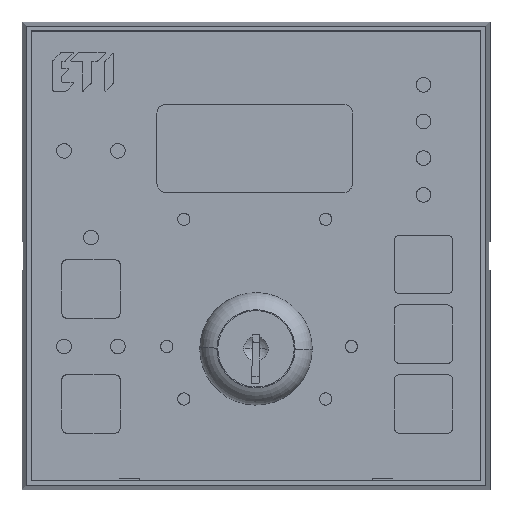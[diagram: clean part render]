
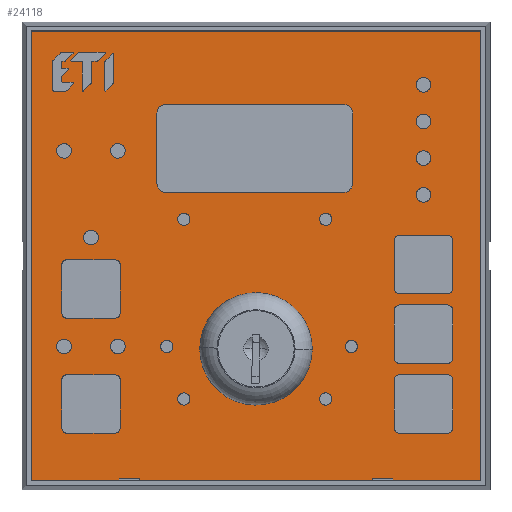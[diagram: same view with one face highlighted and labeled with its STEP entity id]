
A CAD part, top view. The second image highlights one B-rep face of the part: STEP entity #24118.
In plain terms, the highlighted planar face has unit normal (0, 0, 1).
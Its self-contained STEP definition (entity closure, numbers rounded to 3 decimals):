
#23864=DIRECTION('',(0.,1.,0.));
#23865=VECTOR('',#23864,92.);
#23866=CARTESIAN_POINT('',(0.,0.,1.));
#23867=LINE('',#23866,#23865);
#23878=DIRECTION('',(1.,0.,0.));
#23879=VECTOR('',#23878,92.);
#23880=CARTESIAN_POINT('',(0.,92.,1.));
#23881=LINE('',#23880,#23879);
#23892=DIRECTION('',(0.,-1.,0.));
#23893=VECTOR('',#23892,92.);
#23894=CARTESIAN_POINT('',(92.,92.,1.));
#23895=LINE('',#23894,#23893);
#23906=DIRECTION('',(-1.,0.,0.));
#23907=VECTOR('',#23906,92.);
#23908=CARTESIAN_POINT('',(92.,0.,1.));
#23909=LINE('',#23908,#23907);
#23920=CARTESIAN_POINT('',(46.,27.,1.));
#23921=DIRECTION('',(0.,0.,-1.));
#23922=DIRECTION('',(-1.,0.,0.));
#23923=AXIS2_PLACEMENT_3D('',#23920,#23921,#23922);
#23928=CARTESIAN_POINT('',(46.,27.,1.));
#23929=DIRECTION('',(0.,0.,-1.));
#23930=DIRECTION('',(1.,0.,0.));
#23931=AXIS2_PLACEMENT_3D('',#23928,#23929,#23930);
#23943=CARTESIAN_POINT('',(53.5,27.,1.));
#23944=CARTESIAN_POINT('',(38.5,27.,1.));
#23945=VERTEX_POINT('',#23943);
#23946=VERTEX_POINT('',#23944);
#23951=CARTESIAN_POINT('',(92.,0.,1.));
#23952=CARTESIAN_POINT('',(0.,0.,1.));
#23953=VERTEX_POINT('',#23951);
#23954=VERTEX_POINT('',#23952);
#23955=CARTESIAN_POINT('',(0.,92.,1.));
#23956=VERTEX_POINT('',#23955);
#23957=CARTESIAN_POINT('',(92.,92.,1.));
#23958=VERTEX_POINT('',#23957);
#24102=CARTESIAN_POINT('',(0.,92.,1.));
#24103=DIRECTION('',(0.,0.,-1.));
#24104=DIRECTION('',(-1.,0.,0.));
#24105=AXIS2_PLACEMENT_3D('',#24102,#24103,#24104);
#24106=PLANE('',#24105);
#24107=ORIENTED_EDGE('',*,*,#24026,.T.);
#24108=ORIENTED_EDGE('',*,*,#24048,.T.);
#24109=ORIENTED_EDGE('',*,*,#24069,.T.);
#24110=ORIENTED_EDGE('',*,*,#24089,.T.);
#24111=EDGE_LOOP('',(#24107,#24108,#24109,#24110));
#24112=FACE_OUTER_BOUND('',#24111,.F.);
#24114=ORIENTED_EDGE('',*,*,#24113,.F.);
#24115=ORIENTED_EDGE('',*,*,#23976,.F.);
#24116=EDGE_LOOP('',(#24114,#24115));
#24117=FACE_BOUND('',#24116,.F.);
#23924=CIRCLE('',#23923,7.5);
#23932=CIRCLE('',#23931,7.5);
#23976=EDGE_CURVE('',#23945,#23946,#23932,.T.);
#24026=EDGE_CURVE('',#23954,#23956,#23867,.T.);
#24048=EDGE_CURVE('',#23956,#23958,#23881,.T.);
#24069=EDGE_CURVE('',#23958,#23953,#23895,.T.);
#24089=EDGE_CURVE('',#23953,#23954,#23909,.T.);
#24113=EDGE_CURVE('',#23946,#23945,#23924,.T.);
#24118=ADVANCED_FACE('',(#24112,#24117),#24106,.F.);
